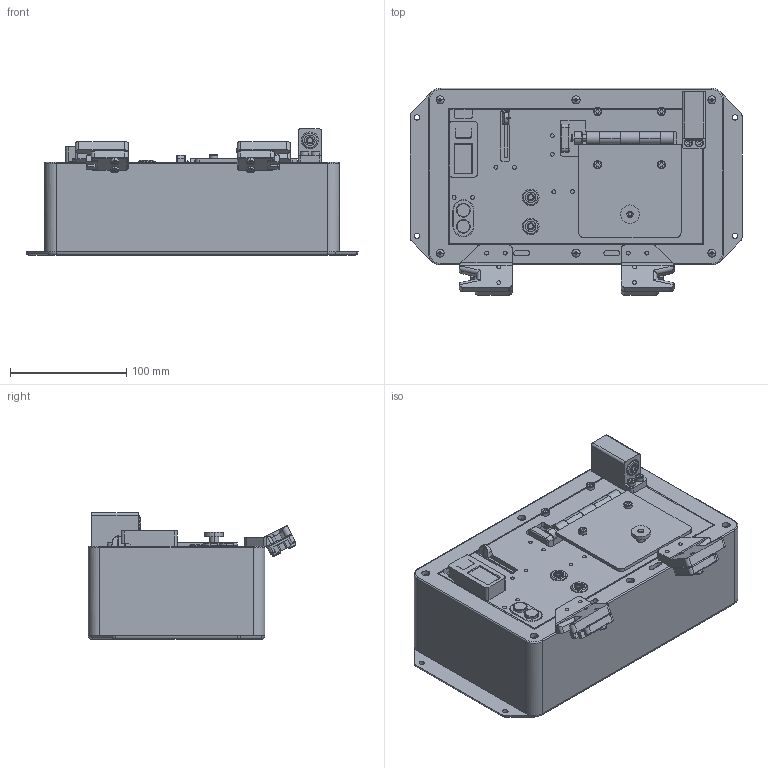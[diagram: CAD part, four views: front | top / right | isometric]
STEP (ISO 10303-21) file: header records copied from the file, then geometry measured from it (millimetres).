
FILE_DESCRIPTION (( 'STEP AP203' ), '1' );
FILE_NAME ('taskboard.STEP', '2024-09-08T07:08:15', ( '' ), ( '' ), 'SwSTEP 2.0', 'SolidWorks 2022', '' );
FILE_SCHEMA (( 'CONFIG_CONTROL_DESIGN' ));
Length unit declared in the file: millimetre
Products named in the file (1): taskboard
Bounding box: 286 x 178.69 x 109 mm (x, y, z)
Volume: 653537.8 mm3; surface area: 342123.6 mm2
Topology: 53 solids, 53 shells, 1071 faces, 2819 edges, 1784 vertices
Faces by surface type: plane 521, cylinder 452, torus 70, cone 16, sphere 12
Entity records: 33616 total; most frequent: DIRECTION 6165, CARTESIAN_POINT 5767, ORIENTED_EDGE 5630, EDGE_CURVE 2815, AXIS2_PLACEMENT_3D 2306, VERTEX_POINT 1784, VECTOR 1553, LINE 1553
